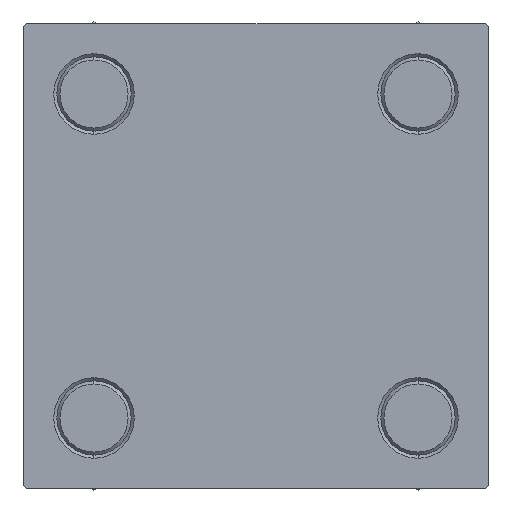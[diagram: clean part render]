
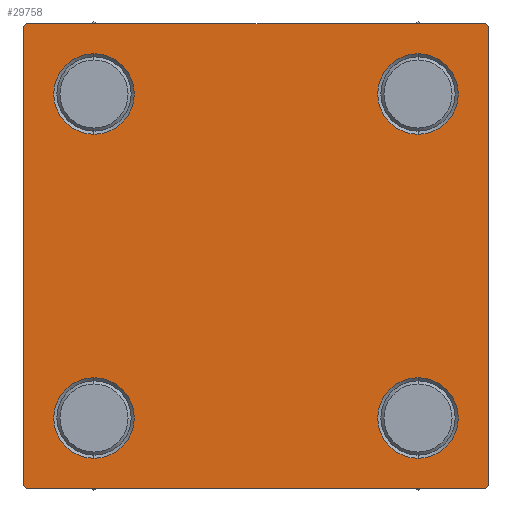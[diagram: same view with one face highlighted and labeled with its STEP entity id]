
A CAD part, left-side view. The second image highlights one B-rep face of the part: STEP entity #29758.
In plain terms, the highlighted planar face has unit normal (-1, 0, 0).
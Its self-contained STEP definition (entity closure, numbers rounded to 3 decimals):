
#47 = LINE ( 'NONE', #3071, #35589 ) ;
#1719 = CARTESIAN_POINT ( 'NONE',  ( 0., 37.25, -37.25 ) ) ;
#1870 = LINE ( 'NONE', #29031, #49719 ) ;
#2025 = DIRECTION ( 'NONE',  ( 0., 0., 1. ) ) ;
#2238 = CIRCLE ( 'NONE', #19103, 6.5 ) ;
#2538 = CARTESIAN_POINT ( 'NONE',  ( 0., -26.15, -26.15 ) ) ;
#2714 = ORIENTED_EDGE ( 'NONE', *, *, #36689, .T. ) ;
#3071 = CARTESIAN_POINT ( 'NONE',  ( 0., 37.5, -37.5 ) ) ;
#3412 = ORIENTED_EDGE ( 'NONE', *, *, #6442, .T. ) ;
#3656 = CARTESIAN_POINT ( 'NONE',  ( 0., -26.15, 32.65 ) ) ;
#3682 = AXIS2_PLACEMENT_3D ( 'NONE', #36551, #30009, #25507 ) ;
#3705 = FACE_BOUND ( 'NONE', #17878, .T. ) ;
#3772 = CARTESIAN_POINT ( 'NONE',  ( 0., 26.15, -26.15 ) ) ;
#4078 = ORIENTED_EDGE ( 'NONE', *, *, #19043, .T. ) ;
#4126 = LINE ( 'NONE', #27288, #37070 ) ;
#4299 = VERTEX_POINT ( 'NONE', #43079 ) ;
#5218 = LINE ( 'NONE', #13271, #19613 ) ;
#5528 = EDGE_CURVE ( 'NONE', #43543, #21799, #15876, .T. ) ;
#5658 = DIRECTION ( 'NONE',  ( 1., 0., 0. ) ) ;
#5915 = AXIS2_PLACEMENT_3D ( 'NONE', #48673, #5658, #25792 ) ;
#6197 = AXIS2_PLACEMENT_3D ( 'NONE', #2538, #47835, #18148 ) ;
#6288 = CARTESIAN_POINT ( 'NONE',  ( 0., 26.15, 32.65 ) ) ;
#6328 = CIRCLE ( 'NONE', #23231, 6.5 ) ;
#6442 = EDGE_CURVE ( 'NONE', #21799, #43543, #2238, .T. ) ;
#6454 = VERTEX_POINT ( 'NONE', #29324 ) ;
#7047 = CARTESIAN_POINT ( 'NONE',  ( 0., 26.15, -26.15 ) ) ;
#8096 = EDGE_LOOP ( 'NONE', ( #19158, #25742 ) ) ;
#8227 = DIRECTION ( 'NONE',  ( -1., 0., 0. ) ) ;
#8675 = EDGE_CURVE ( 'NONE', #39105, #6454, #1870, .T. ) ;
#9569 = CIRCLE ( 'NONE', #29658, 6.5 ) ;
#9902 = DIRECTION ( 'NONE',  ( 0., 0.707, 0.707 ) ) ;
#10044 = VERTEX_POINT ( 'NONE', #32012 ) ;
#10113 = EDGE_CURVE ( 'NONE', #31382, #4299, #9569, .T. ) ;
#10618 = CARTESIAN_POINT ( 'NONE',  ( 0., 37., 37.5 ) ) ;
#10833 = DIRECTION ( 'NONE',  ( 1., 0., 0. ) ) ;
#11220 = VECTOR ( 'NONE', #46395, 1000. ) ;
#11574 = DIRECTION ( 'NONE',  ( 0., 0., 1. ) ) ;
#11699 = EDGE_CURVE ( 'NONE', #12910, #27685, #28345, .T. ) ;
#12857 = VERTEX_POINT ( 'NONE', #17151 ) ;
#12910 = VERTEX_POINT ( 'NONE', #13611 ) ;
#13258 = EDGE_CURVE ( 'NONE', #10044, #25317, #6328, .T. ) ;
#13271 = CARTESIAN_POINT ( 'NONE',  ( 0., 37.5, 37.5 ) ) ;
#13295 = DIRECTION ( 'NONE',  ( 0., -0.707, -0.707 ) ) ;
#13611 = CARTESIAN_POINT ( 'NONE',  ( 0., 37.5, 37. ) ) ;
#14109 = CARTESIAN_POINT ( 'NONE',  ( 0., 26.15, 26.15 ) ) ;
#14396 = EDGE_CURVE ( 'NONE', #35863, #12910, #29813, .T. ) ;
#14482 = EDGE_CURVE ( 'NONE', #39105, #24632, #26789, .T. ) ;
#14713 = CARTESIAN_POINT ( 'NONE',  ( 0., -37.5, 37. ) ) ;
#14809 = PLANE ( 'NONE',  #42819 ) ;
#14891 = DIRECTION ( 'NONE',  ( 0., 0., 1. ) ) ;
#14935 = ORIENTED_EDGE ( 'NONE', *, *, #15760, .T. ) ;
#14987 = CIRCLE ( 'NONE', #22199, 6.5 ) ;
#15509 = CARTESIAN_POINT ( 'NONE',  ( 0., -26.15, -19.65 ) ) ;
#15545 = FACE_OUTER_BOUND ( 'NONE', #27668, .T. ) ;
#15760 = EDGE_CURVE ( 'NONE', #4299, #31382, #36925, .T. ) ;
#15876 = CIRCLE ( 'NONE', #6197, 6.5 ) ;
#16247 = VECTOR ( 'NONE', #13295, 1000. ) ;
#17054 = DIRECTION ( 'NONE',  ( 0., -1., 0. ) ) ;
#17151 = CARTESIAN_POINT ( 'NONE',  ( 0., -37., -37.5 ) ) ;
#17501 = CARTESIAN_POINT ( 'NONE',  ( 0., 37.25, 37.25 ) ) ;
#17662 = VECTOR ( 'NONE', #47934, 1000. ) ;
#17878 = EDGE_LOOP ( 'NONE', ( #22208, #2714 ) ) ;
#18148 = DIRECTION ( 'NONE',  ( 0., 0., 1. ) ) ;
#18896 = CARTESIAN_POINT ( 'NONE',  ( 0., -37.5, -37. ) ) ;
#19043 = EDGE_CURVE ( 'NONE', #12857, #24632, #4126, .T. ) ;
#19103 = AXIS2_PLACEMENT_3D ( 'NONE', #37108, #44666, #45163 ) ;
#19158 = ORIENTED_EDGE ( 'NONE', *, *, #42526, .T. ) ;
#19613 = VECTOR ( 'NONE', #17054, 1000. ) ;
#20801 = DIRECTION ( 'NONE',  ( 0., 0., -1. ) ) ;
#21799 = VERTEX_POINT ( 'NONE', #15509 ) ;
#22199 = AXIS2_PLACEMENT_3D ( 'NONE', #7047, #10833, #45786 ) ;
#22208 = ORIENTED_EDGE ( 'NONE', *, *, #42176, .T. ) ;
#23231 = AXIS2_PLACEMENT_3D ( 'NONE', #3772, #30694, #11574 ) ;
#23302 = AXIS2_PLACEMENT_3D ( 'NONE', #14109, #40268, #2025 ) ;
#23343 = CARTESIAN_POINT ( 'NONE',  ( 0., 0., 0. ) ) ;
#23940 = ORIENTED_EDGE ( 'NONE', *, *, #10113, .T. ) ;
#24458 = ORIENTED_EDGE ( 'NONE', *, *, #31688, .T. ) ;
#24632 = VERTEX_POINT ( 'NONE', #18896 ) ;
#24797 = EDGE_LOOP ( 'NONE', ( #3412, #41021 ) ) ;
#25148 = CARTESIAN_POINT ( 'NONE',  ( 0., 37., -37.5 ) ) ;
#25317 = VERTEX_POINT ( 'NONE', #32930 ) ;
#25507 = DIRECTION ( 'NONE',  ( 0., 0., 1. ) ) ;
#25742 = ORIENTED_EDGE ( 'NONE', *, *, #13258, .T. ) ;
#25792 = DIRECTION ( 'NONE',  ( 0., 0., 1. ) ) ;
#26789 = LINE ( 'NONE', #45397, #11220 ) ;
#26993 = ORIENTED_EDGE ( 'NONE', *, *, #14482, .F. ) ;
#27288 = CARTESIAN_POINT ( 'NONE',  ( 0., -37.25, -37.25 ) ) ;
#27335 = VECTOR ( 'NONE', #20801, 1000. ) ;
#27515 = CARTESIAN_POINT ( 'NONE',  ( 0., 37.5, -37. ) ) ;
#27629 = CIRCLE ( 'NONE', #5915, 6.5 ) ;
#27668 = EDGE_LOOP ( 'NONE', ( #29665, #24458, #44058, #4078, #26993, #39321, #32896, #42931 ) ) ;
#27685 = VERTEX_POINT ( 'NONE', #27515 ) ;
#28345 = LINE ( 'NONE', #43688, #27335 ) ;
#28536 = CARTESIAN_POINT ( 'NONE',  ( 0., -26.15, 19.65 ) ) ;
#29031 = CARTESIAN_POINT ( 'NONE',  ( 0., -37.25, 37.25 ) ) ;
#29324 = CARTESIAN_POINT ( 'NONE',  ( 0., -37., 37.5 ) ) ;
#29658 = AXIS2_PLACEMENT_3D ( 'NONE', #37513, #29727, #14891 ) ;
#29665 = ORIENTED_EDGE ( 'NONE', *, *, #11699, .T. ) ;
#29727 = DIRECTION ( 'NONE',  ( 1., 0., 0. ) ) ;
#29758 = ADVANCED_FACE ( 'NONE', ( #3705, #42451, #34144, #34635, #15545 ), #14809, .T. ) ;
#29813 = LINE ( 'NONE', #17501, #17662 ) ;
#30009 = DIRECTION ( 'NONE',  ( 1., 0., 0. ) ) ;
#30225 = CIRCLE ( 'NONE', #3682, 6.5 ) ;
#30694 = DIRECTION ( 'NONE',  ( 1., 0., 0. ) ) ;
#30979 = EDGE_CURVE ( 'NONE', #34143, #12857, #47, .T. ) ;
#31382 = VERTEX_POINT ( 'NONE', #6288 ) ;
#31688 = EDGE_CURVE ( 'NONE', #27685, #34143, #39711, .T. ) ;
#32012 = CARTESIAN_POINT ( 'NONE',  ( 0., 26.15, -32.65 ) ) ;
#32896 = ORIENTED_EDGE ( 'NONE', *, *, #36194, .F. ) ;
#32930 = CARTESIAN_POINT ( 'NONE',  ( 0., 26.15, -19.65 ) ) ;
#32949 = VERTEX_POINT ( 'NONE', #28536 ) ;
#34143 = VERTEX_POINT ( 'NONE', #25148 ) ;
#34144 = FACE_BOUND ( 'NONE', #8096, .T. ) ;
#34635 = FACE_BOUND ( 'NONE', #44096, .T. ) ;
#35589 = VECTOR ( 'NONE', #49356, 1000. ) ;
#35863 = VERTEX_POINT ( 'NONE', #10618 ) ;
#36194 = EDGE_CURVE ( 'NONE', #35863, #6454, #5218, .T. ) ;
#36551 = CARTESIAN_POINT ( 'NONE',  ( 0., -26.15, 26.15 ) ) ;
#36689 = EDGE_CURVE ( 'NONE', #32949, #44086, #27629, .T. ) ;
#36925 = CIRCLE ( 'NONE', #23302, 6.5 ) ;
#37070 = VECTOR ( 'NONE', #46145, 1000. ) ;
#37108 = CARTESIAN_POINT ( 'NONE',  ( 0., -26.15, -26.15 ) ) ;
#37513 = CARTESIAN_POINT ( 'NONE',  ( 0., 26.15, 26.15 ) ) ;
#39105 = VERTEX_POINT ( 'NONE', #14713 ) ;
#39321 = ORIENTED_EDGE ( 'NONE', *, *, #8675, .T. ) ;
#39711 = LINE ( 'NONE', #1719, #16247 ) ;
#40268 = DIRECTION ( 'NONE',  ( 1., 0., 0. ) ) ;
#41021 = ORIENTED_EDGE ( 'NONE', *, *, #5528, .T. ) ;
#42176 = EDGE_CURVE ( 'NONE', #44086, #32949, #30225, .T. ) ;
#42451 = FACE_BOUND ( 'NONE', #24797, .T. ) ;
#42526 = EDGE_CURVE ( 'NONE', #25317, #10044, #14987, .T. ) ;
#42819 = AXIS2_PLACEMENT_3D ( 'NONE', #23343, #8227, #49741 ) ;
#42931 = ORIENTED_EDGE ( 'NONE', *, *, #14396, .T. ) ;
#43079 = CARTESIAN_POINT ( 'NONE',  ( 0., 26.15, 19.65 ) ) ;
#43543 = VERTEX_POINT ( 'NONE', #44010 ) ;
#43688 = CARTESIAN_POINT ( 'NONE',  ( 0., 37.5, 37.5 ) ) ;
#44010 = CARTESIAN_POINT ( 'NONE',  ( 0., -26.15, -32.65 ) ) ;
#44058 = ORIENTED_EDGE ( 'NONE', *, *, #30979, .T. ) ;
#44086 = VERTEX_POINT ( 'NONE', #3656 ) ;
#44096 = EDGE_LOOP ( 'NONE', ( #23940, #14935 ) ) ;
#44666 = DIRECTION ( 'NONE',  ( 1., 0., 0. ) ) ;
#45163 = DIRECTION ( 'NONE',  ( 0., 0., 1. ) ) ;
#45397 = CARTESIAN_POINT ( 'NONE',  ( 0., -37.5, 37.5 ) ) ;
#45786 = DIRECTION ( 'NONE',  ( 0., 0., 1. ) ) ;
#46145 = DIRECTION ( 'NONE',  ( 0., -0.707, 0.707 ) ) ;
#46395 = DIRECTION ( 'NONE',  ( 0., 0., -1. ) ) ;
#47835 = DIRECTION ( 'NONE',  ( 1., 0., 0. ) ) ;
#47934 = DIRECTION ( 'NONE',  ( 0., 0.707, -0.707 ) ) ;
#48673 = CARTESIAN_POINT ( 'NONE',  ( 0., -26.15, 26.15 ) ) ;
#49356 = DIRECTION ( 'NONE',  ( 0., -1., 0. ) ) ;
#49719 = VECTOR ( 'NONE', #9902, 1000. ) ;
#49741 = DIRECTION ( 'NONE',  ( 0., 0., 1. ) ) ;
